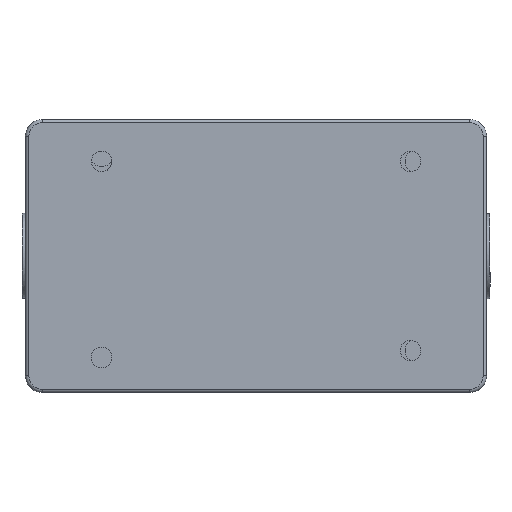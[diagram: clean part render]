
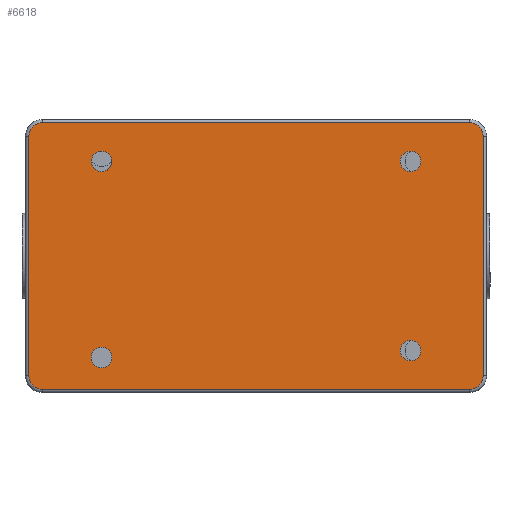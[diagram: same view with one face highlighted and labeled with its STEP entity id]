
A CAD part, front view. The second image highlights one B-rep face of the part: STEP entity #6618.
In plain terms, the highlighted planar face has unit normal (0, -1, 0).
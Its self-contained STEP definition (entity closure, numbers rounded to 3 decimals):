
#93=FACE_BOUND('',#2096,.T.);
#94=FACE_BOUND('',#2097,.T.);
#95=FACE_BOUND('',#2098,.T.);
#96=FACE_BOUND('',#2099,.T.);
#154=PLANE('',#7024);
#350=LINE('',#9845,#958);
#352=LINE('',#9857,#960);
#354=LINE('',#9869,#962);
#356=LINE('',#9878,#964);
#958=VECTOR('',#7749,125.);
#960=VECTOR('',#7763,70.);
#962=VECTOR('',#7777,125.);
#964=VECTOR('',#7789,70.);
#1716=FACE_OUTER_BOUND('',#2095,.T.);
#2095=EDGE_LOOP('',(#4609,#4610,#4611,#4612,#4613,#4614,#4615,#4616));
#2096=EDGE_LOOP('',(#4617));
#2097=EDGE_LOOP('',(#4618));
#2098=EDGE_LOOP('',(#4619));
#2099=EDGE_LOOP('',(#4620));
#2524=CIRCLE('',#6993,4.);
#2527=CIRCLE('',#6998,4.);
#2531=CIRCLE('',#7004,4.);
#2535=CIRCLE('',#7010,4.);
#2544=CIRCLE('',#7025,3.);
#2545=CIRCLE('',#7026,3.);
#2546=CIRCLE('',#7027,3.);
#2547=CIRCLE('',#7028,3.);
#2881=VERTEX_POINT('',#9833);
#2884=VERTEX_POINT('',#9838);
#2886=VERTEX_POINT('',#9843);
#2888=VERTEX_POINT('',#9849);
#2890=VERTEX_POINT('',#9855);
#2892=VERTEX_POINT('',#9861);
#2894=VERTEX_POINT('',#9867);
#2896=VERTEX_POINT('',#9873);
#2912=VERTEX_POINT('',#9919);
#2913=VERTEX_POINT('',#9921);
#2914=VERTEX_POINT('',#9923);
#2915=VERTEX_POINT('',#9925);
#3548=EDGE_CURVE('',#2884,#2881,#2524,.T.);
#3550=EDGE_CURVE('',#2886,#2884,#350,.T.);
#3553=EDGE_CURVE('',#2888,#2886,#2527,.T.);
#3556=EDGE_CURVE('',#2890,#2888,#352,.T.);
#3559=EDGE_CURVE('',#2892,#2890,#2531,.T.);
#3562=EDGE_CURVE('',#2894,#2892,#354,.T.);
#3565=EDGE_CURVE('',#2896,#2894,#2535,.T.);
#3567=EDGE_CURVE('',#2881,#2896,#356,.T.);
#3588=EDGE_CURVE('',#2912,#2912,#2544,.T.);
#3589=EDGE_CURVE('',#2913,#2913,#2545,.T.);
#3590=EDGE_CURVE('',#2914,#2914,#2546,.T.);
#3591=EDGE_CURVE('',#2915,#2915,#2547,.T.);
#4609=ORIENTED_EDGE('',*,*,#3548,.F.);
#4610=ORIENTED_EDGE('',*,*,#3550,.F.);
#4611=ORIENTED_EDGE('',*,*,#3553,.F.);
#4612=ORIENTED_EDGE('',*,*,#3556,.F.);
#4613=ORIENTED_EDGE('',*,*,#3559,.F.);
#4614=ORIENTED_EDGE('',*,*,#3562,.F.);
#4615=ORIENTED_EDGE('',*,*,#3565,.F.);
#4616=ORIENTED_EDGE('',*,*,#3567,.F.);
#4617=ORIENTED_EDGE('',*,*,#3588,.T.);
#4618=ORIENTED_EDGE('',*,*,#3589,.T.);
#4619=ORIENTED_EDGE('',*,*,#3590,.T.);
#4620=ORIENTED_EDGE('',*,*,#3591,.T.);
#6618=ADVANCED_FACE('',(#1716,#93,#94,#95,#96),#154,.T.);
#6993=AXIS2_PLACEMENT_3D('',#9840,#7743,#7744);
#6998=AXIS2_PLACEMENT_3D('',#9851,#7755,#7756);
#7004=AXIS2_PLACEMENT_3D('',#9863,#7769,#7770);
#7010=AXIS2_PLACEMENT_3D('',#9875,#7783,#7784);
#7024=AXIS2_PLACEMENT_3D('',#9918,#7825,#7826);
#7025=AXIS2_PLACEMENT_3D('',#9920,#7827,#7828);
#7026=AXIS2_PLACEMENT_3D('',#9922,#7829,#7830);
#7027=AXIS2_PLACEMENT_3D('',#9924,#7831,#7832);
#7028=AXIS2_PLACEMENT_3D('',#9926,#7833,#7834);
#7743=DIRECTION('center_axis',(0.,1.,0.));
#7744=DIRECTION('ref_axis',(-0.707,0.,-0.707));
#7749=DIRECTION('',(-1.,0.,0.));
#7755=DIRECTION('center_axis',(0.,1.,0.));
#7756=DIRECTION('ref_axis',(0.707,0.,-0.707));
#7763=DIRECTION('',(0.,0.,-1.));
#7769=DIRECTION('center_axis',(0.,1.,0.));
#7770=DIRECTION('ref_axis',(0.707,0.,0.707));
#7777=DIRECTION('',(1.,0.,0.));
#7783=DIRECTION('center_axis',(0.,1.,0.));
#7784=DIRECTION('ref_axis',(-0.707,0.,0.707));
#7789=DIRECTION('',(0.,0.,1.));
#7825=DIRECTION('center_axis',(0.,-1.,0.));
#7826=DIRECTION('ref_axis',(0.,0.,-1.));
#7827=DIRECTION('center_axis',(0.,1.,0.));
#7828=DIRECTION('ref_axis',(-1.,0.,0.));
#7829=DIRECTION('center_axis',(0.,1.,0.));
#7830=DIRECTION('ref_axis',(-1.,0.,0.));
#7831=DIRECTION('center_axis',(0.,1.,0.));
#7832=DIRECTION('ref_axis',(-1.,0.,0.));
#7833=DIRECTION('center_axis',(0.,1.,0.));
#7834=DIRECTION('ref_axis',(-1.,0.,0.));
#9833=CARTESIAN_POINT('',(-44.,-43.,-35.));
#9838=CARTESIAN_POINT('',(-40.,-43.,-39.));
#9840=CARTESIAN_POINT('Origin',(-40.,-43.,-35.));
#9843=CARTESIAN_POINT('',(85.,-43.,-39.));
#9845=CARTESIAN_POINT('',(-8.75,-43.,-39.));
#9849=CARTESIAN_POINT('',(89.,-43.,-35.));
#9851=CARTESIAN_POINT('Origin',(85.,-43.,-35.));
#9855=CARTESIAN_POINT('',(89.,-43.,35.));
#9857=CARTESIAN_POINT('',(89.,-43.,-17.5));
#9861=CARTESIAN_POINT('',(85.,-43.,39.));
#9863=CARTESIAN_POINT('Origin',(85.,-43.,35.));
#9867=CARTESIAN_POINT('',(-40.,-43.,39.));
#9869=CARTESIAN_POINT('',(53.75,-43.,39.));
#9873=CARTESIAN_POINT('',(-44.,-43.,35.));
#9875=CARTESIAN_POINT('Origin',(-40.,-43.,35.));
#9878=CARTESIAN_POINT('',(-44.,-43.,17.5));
#9918=CARTESIAN_POINT('Origin',(22.5,-43.,0.));
#9919=CARTESIAN_POINT('',(70.707,-43.,27.707));
#9920=CARTESIAN_POINT('Origin',(67.707,-43.,27.707));
#9921=CARTESIAN_POINT('',(-19.707,-43.,-29.707));
#9922=CARTESIAN_POINT('Origin',(-22.707,-43.,-29.707));
#9923=CARTESIAN_POINT('',(-19.707,-43.,27.707));
#9924=CARTESIAN_POINT('Origin',(-22.707,-43.,27.707));
#9925=CARTESIAN_POINT('',(70.707,-43.,-27.707));
#9926=CARTESIAN_POINT('Origin',(67.707,-43.,-27.707));
